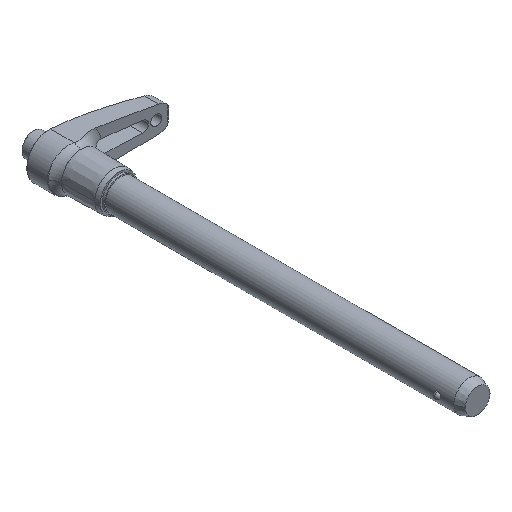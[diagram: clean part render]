
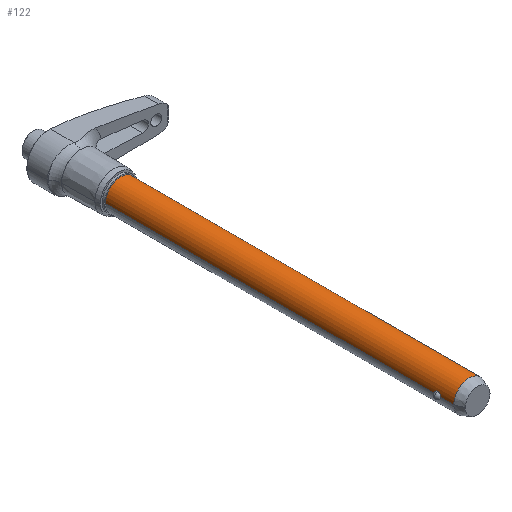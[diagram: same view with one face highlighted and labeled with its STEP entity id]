
A CAD part, isometric view. The second image highlights one B-rep face of the part: STEP entity #122.
In plain terms, the highlighted cylindrical face has radius 7.144 mm (diameter 14.287 mm), a partial arc.
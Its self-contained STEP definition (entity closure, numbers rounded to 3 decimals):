
#122=ADVANCED_FACE('',(#282),#283,.T.);
#282=FACE_OUTER_BOUND('',#480,.T.);
#283=CYLINDRICAL_SURFACE('',#481,7.144);
#480=EDGE_LOOP('',(#783,#784,#785,#786,#787,#788,#789,#790,#791,#792));
#481=AXIS2_PLACEMENT_3D('',#793,#794,#795);
#783=ORIENTED_EDGE('',*,*,#1252,.T.);
#784=ORIENTED_EDGE('',*,*,#1276,.T.);
#785=ORIENTED_EDGE('',*,*,#1277,.T.);
#786=ORIENTED_EDGE('',*,*,#1258,.T.);
#787=ORIENTED_EDGE('',*,*,#1262,.F.);
#788=ORIENTED_EDGE('',*,*,#1256,.T.);
#789=ORIENTED_EDGE('',*,*,#1278,.T.);
#790=ORIENTED_EDGE('',*,*,#1279,.T.);
#791=ORIENTED_EDGE('',*,*,#1253,.T.);
#792=ORIENTED_EDGE('',*,*,#1227,.T.);
#793=CARTESIAN_POINT('',(0.0,-82.677,0.0));
#794=DIRECTION('',(-0.0,1.0,0.0));
#795=DIRECTION('',(1.0,0.0,0.0));
#1227=EDGE_CURVE('',#1446,#1442,#1481,.T.);
#1252=EDGE_CURVE('',#1442,#1519,#1520,.T.);
#1253=EDGE_CURVE('',#1521,#1446,#1522,.T.);
#1256=EDGE_CURVE('',#1527,#1525,#1528,.T.);
#1258=EDGE_CURVE('',#1531,#1529,#1532,.T.);
#1262=EDGE_CURVE('',#1527,#1529,#1537,.T.);
#1276=EDGE_CURVE('',#1519,#1559,#1560,.T.);
#1277=EDGE_CURVE('',#1559,#1531,#1561,.T.);
#1278=EDGE_CURVE('',#1525,#1562,#1563,.T.);
#1279=EDGE_CURVE('',#1562,#1521,#1564,.T.);
#1442=VERTEX_POINT('',#2016);
#1446=VERTEX_POINT('',#2021);
#1481=CIRCLE('',#2157,7.144);
#1519=VERTEX_POINT('',#2288);
#1520=LINE('',#2289,#2290);
#1521=VERTEX_POINT('',#2291);
#1522=LINE('',#2292,#2293);
#1525=VERTEX_POINT('',#2309);
#1527=VERTEX_POINT('',#2324);
#1528=LINE('',#2325,#2326);
#1529=VERTEX_POINT('',#2327);
#1531=VERTEX_POINT('',#2329);
#1532=LINE('',#2330,#2331);
#1537=CIRCLE('',#2362,7.144);
#1559=VERTEX_POINT('',#2459);
#1560=B_SPLINE_CURVE_WITH_KNOTS('',3,(#2460,#2461,#2462,#2463,#2464,#2465,#2466,#2467,#2468,#2469,#2470,#2471,#2472,#2473),.UNSPECIFIED.,.F.,.F.,(4,2,2,2,2,2,4),(2.238,2.613,2.988,3.218,3.448,3.961,4.475),.UNSPECIFIED.);
#1561=B_SPLINE_CURVE_WITH_KNOTS('',3,(#2474,#2475,#2476,#2477,#2478,#2479,#2480,#2481,#2482,#2483,#2484,#2485,#2486,#2487),.UNSPECIFIED.,.F.,.F.,(4,2,2,2,2,2,4),(4.475,4.989,5.503,5.733,5.962,6.338,6.713),.UNSPECIFIED.);
#1562=VERTEX_POINT('',#2488);
#1563=B_SPLINE_CURVE_WITH_KNOTS('',3,(#2489,#2490,#2491,#2492,#2493,#2494,#2495,#2496,#2497,#2498,#2499,#2500,#2501,#2502),.UNSPECIFIED.,.F.,.F.,(4,2,2,2,2,2,4),(6.713,7.088,7.463,7.693,7.923,8.436,8.95),.UNSPECIFIED.);
#1564=B_SPLINE_CURVE_WITH_KNOTS('',3,(#2503,#2504,#2505,#2506,#2507,#2508,#2509,#2510,#2511,#2512,#2513,#2514,#2515,#2516),.UNSPECIFIED.,.F.,.F.,(4,2,2,2,2,2,4),(0.0,0.514,1.028,1.257,1.487,1.862,2.238),.UNSPECIFIED.);
#2016=CARTESIAN_POINT('',(7.144,-161.468,0.0));
#2021=CARTESIAN_POINT('',(-7.144,-161.468,0.));
#2157=AXIS2_PLACEMENT_3D('',#3005,#3006,#3007);
#2288=CARTESIAN_POINT('',(7.144,-155.377,0.));
#2289=CARTESIAN_POINT('',(7.144,-82.677,0.));
#2290=VECTOR('',#3045,1.0);
#2291=CARTESIAN_POINT('',(-7.144,-155.377,0.));
#2292=CARTESIAN_POINT('',(-7.144,-82.677,0.));
#2293=VECTOR('',#3046,1.0);
#2309=CARTESIAN_POINT('',(-7.144,-152.4,0.));
#2324=CARTESIAN_POINT('',(-7.144,0.0,0.));
#2325=CARTESIAN_POINT('',(-7.144,-82.677,0.));
#2326=VECTOR('',#3047,1.0);
#2327=CARTESIAN_POINT('',(7.144,0.0,0.0));
#2329=CARTESIAN_POINT('',(7.144,-152.4,0.));
#2330=CARTESIAN_POINT('',(7.144,-82.677,0.));
#2331=VECTOR('',#3051,1.0);
#2362=AXIS2_PLACEMENT_3D('',#3052,#3053,#3054);
#2459=CARTESIAN_POINT('',(6.985,-153.888,1.5));
#2460=CARTESIAN_POINT('',(7.144,-155.377,0.));
#2461=CARTESIAN_POINT('',(7.144,-155.377,0.125));
#2462=CARTESIAN_POINT('',(7.14,-155.361,0.261));
#2463=CARTESIAN_POINT('',(7.126,-155.291,0.522));
#2464=CARTESIAN_POINT('',(7.115,-155.238,0.648));
#2465=CARTESIAN_POINT('',(7.097,-155.138,0.822));
#2466=CARTESIAN_POINT('',(7.088,-155.091,0.891));
#2467=CARTESIAN_POINT('',(7.071,-154.986,1.02));
#2468=CARTESIAN_POINT('',(7.062,-154.927,1.08));
#2469=CARTESIAN_POINT('',(7.036,-154.742,1.243));
#2470=CARTESIAN_POINT('',(7.017,-154.584,1.34));
#2471=CARTESIAN_POINT('',(6.991,-154.243,1.469));
#2472=CARTESIAN_POINT('',(6.985,-154.06,1.5));
#2473=CARTESIAN_POINT('',(6.985,-153.888,1.5));
#2474=CARTESIAN_POINT('',(6.985,-153.888,1.5));
#2475=CARTESIAN_POINT('',(6.985,-153.717,1.5));
#2476=CARTESIAN_POINT('',(6.991,-153.534,1.469));
#2477=CARTESIAN_POINT('',(7.017,-153.193,1.34));
#2478=CARTESIAN_POINT('',(7.036,-153.035,1.243));
#2479=CARTESIAN_POINT('',(7.062,-152.85,1.08));
#2480=CARTESIAN_POINT('',(7.071,-152.791,1.02));
#2481=CARTESIAN_POINT('',(7.088,-152.686,0.891));
#2482=CARTESIAN_POINT('',(7.097,-152.639,0.822));
#2483=CARTESIAN_POINT('',(7.115,-152.539,0.648));
#2484=CARTESIAN_POINT('',(7.126,-152.486,0.522));
#2485=CARTESIAN_POINT('',(7.14,-152.416,0.261));
#2486=CARTESIAN_POINT('',(7.144,-152.4,0.125));
#2487=CARTESIAN_POINT('',(7.144,-152.4,0.));
#2488=CARTESIAN_POINT('',(-6.985,-153.888,1.5));
#2489=CARTESIAN_POINT('',(-7.144,-152.4,0.));
#2490=CARTESIAN_POINT('',(-7.144,-152.4,0.125));
#2491=CARTESIAN_POINT('',(-7.14,-152.416,0.261));
#2492=CARTESIAN_POINT('',(-7.126,-152.486,0.522));
#2493=CARTESIAN_POINT('',(-7.115,-152.539,0.648));
#2494=CARTESIAN_POINT('',(-7.097,-152.639,0.822));
#2495=CARTESIAN_POINT('',(-7.088,-152.686,0.891));
#2496=CARTESIAN_POINT('',(-7.071,-152.791,1.02));
#2497=CARTESIAN_POINT('',(-7.062,-152.85,1.08));
#2498=CARTESIAN_POINT('',(-7.036,-153.035,1.243));
#2499=CARTESIAN_POINT('',(-7.017,-153.193,1.34));
#2500=CARTESIAN_POINT('',(-6.991,-153.534,1.469));
#2501=CARTESIAN_POINT('',(-6.985,-153.717,1.5));
#2502=CARTESIAN_POINT('',(-6.985,-153.888,1.5));
#2503=CARTESIAN_POINT('',(-6.985,-153.888,1.5));
#2504=CARTESIAN_POINT('',(-6.985,-154.06,1.5));
#2505=CARTESIAN_POINT('',(-6.991,-154.243,1.469));
#2506=CARTESIAN_POINT('',(-7.017,-154.584,1.34));
#2507=CARTESIAN_POINT('',(-7.036,-154.742,1.243));
#2508=CARTESIAN_POINT('',(-7.062,-154.927,1.08));
#2509=CARTESIAN_POINT('',(-7.071,-154.986,1.02));
#2510=CARTESIAN_POINT('',(-7.088,-155.091,0.891));
#2511=CARTESIAN_POINT('',(-7.097,-155.138,0.822));
#2512=CARTESIAN_POINT('',(-7.115,-155.238,0.648));
#2513=CARTESIAN_POINT('',(-7.126,-155.291,0.522));
#2514=CARTESIAN_POINT('',(-7.14,-155.361,0.261));
#2515=CARTESIAN_POINT('',(-7.144,-155.377,0.125));
#2516=CARTESIAN_POINT('',(-7.144,-155.377,0.));
#3005=CARTESIAN_POINT('',(0.0,-161.468,0.0));
#3006=DIRECTION('',(0.,1.0,0.0));
#3007=DIRECTION('',(1.0,0.,0.0));
#3045=DIRECTION('',(0.0,1.0,0.0));
#3046=DIRECTION('',(-0.0,-1.0,-0.0));
#3047=DIRECTION('',(-0.0,-1.0,-0.0));
#3051=DIRECTION('',(0.0,1.0,0.0));
#3052=CARTESIAN_POINT('',(0.0,0.0,0.0));
#3053=DIRECTION('',(-0.0,1.0,0.0));
#3054=DIRECTION('',(1.0,0.0,0.0));
